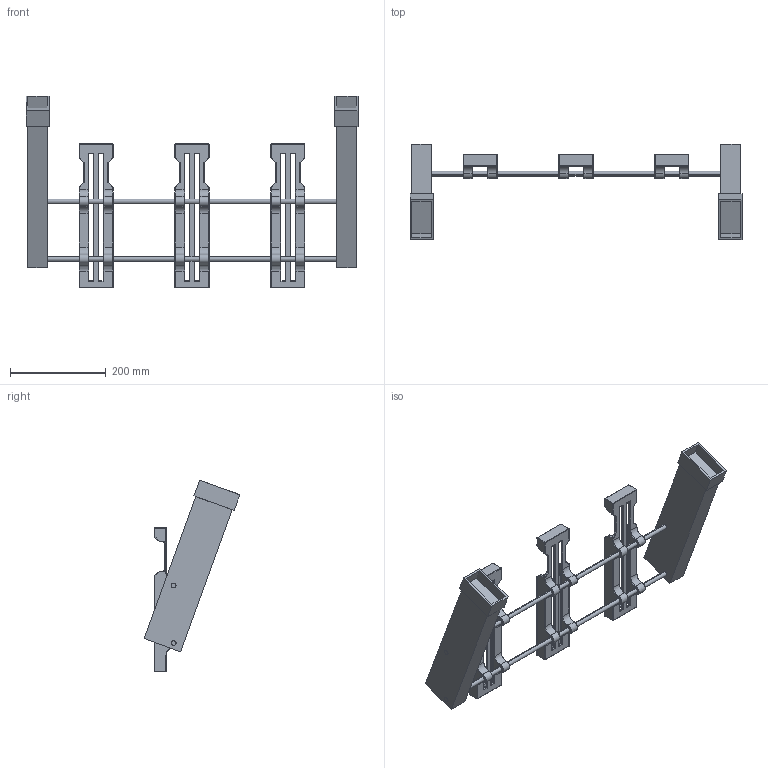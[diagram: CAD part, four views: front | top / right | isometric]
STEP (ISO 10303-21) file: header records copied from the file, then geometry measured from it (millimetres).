
FILE_DESCRIPTION (( 'STEP AP214' ), '1' );
FILE_NAME ('upper_cover_mag_assembly.STEP', '2021-04-23T12:17:42', ( '' ), ( '' ), 'SwSTEP 2.0', 'SolidWorks 2020', '' );
FILE_SCHEMA (( 'AUTOMOTIVE_DESIGN' ));
Length unit declared in the file: millimetre
Products named in the file (4): upper_cover_mag_assembly; Stand_attachment; 300mm_rod; cover mag
Assembly tree (7 placements, depth 2):
  upper_cover_mag_assembly
    cover mag  x3
    300mm_rod  x2
    Stand_attachment  x2
Bounding box: 692 x 199.62 x 399.64 mm (x, y, z)
Volume: 2815509.5 mm3; surface area: 473141.1 mm2
Topology: 7 solids, 7 shells, 993 faces, 2298 edges, 1236 vertices
Faces by surface type: cylinder 444, torus 267, plane 162, sphere 102, bspline 18
Entity records: 9693 total; most frequent: DIRECTION 1867, CARTESIAN_POINT 1743, ORIENTED_EDGE 1516, AXIS2_PLACEMENT_3D 778, EDGE_CURVE 758, CIRCLE 435, VERTEX_POINT 424, EDGE_LOOP 356
